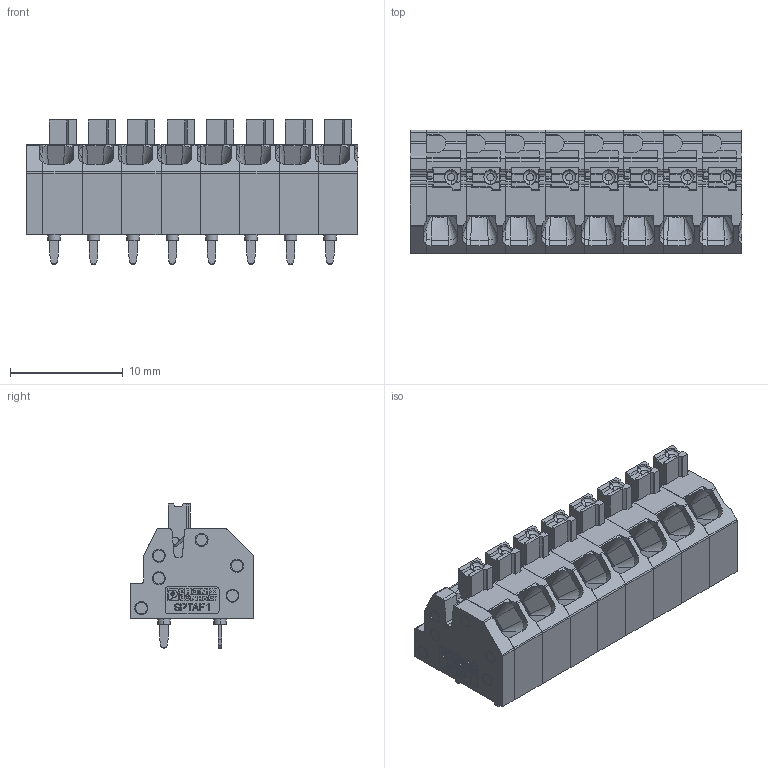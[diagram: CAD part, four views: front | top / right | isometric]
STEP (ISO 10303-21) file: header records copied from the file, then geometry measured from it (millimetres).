
FILE_DESCRIPTION(('Creo Elements/Direct Modeling STEP Export'),'2;1');
FILE_NAME('model.stp','2015-12-01T 9:41:00',(''),(''),'Creo Elements/Direct Modeling STEP processor for AP214 (Solid Model)','Creo Elements/Direct Modeling 18.1G 27-Feb-2015 (C) Parametric Technology GmbH','');
FILE_SCHEMA(('AUTOMOTIVE_DESIGN { 1 0 10303 214 1 1 1 1 }'));
Length unit declared in the file: millimetre
Products named in the file (5): SPTAF_1-3.5_housing.4; SPTAF-0-DKL.1; Bohrloch.1.1.3; Bohrloch.2.8; SPTAF_1_3.5_EL
Assembly tree (25 placements, depth 2):
  SPTAF_1_3.5_EL
    Bohrloch.2.8  x8
    Bohrloch.1.1.3  x8
    SPTAF_1-3.5_housing.4  x8
    SPTAF-0-DKL.1
Bounding box: 29.5 x 11 x 12.8 mm (x, y, z)
Volume: 2014.3 mm3; surface area: 3889.4 mm2
Topology: 25 solids, 25 shells, 2306 faces, 6151 edges, 3991 vertices
Faces by surface type: plane 1278, cylinder 716, torus 128, bspline 58, sphere 53, cone 40, extrusion 33
Entity records: 26044 total; most frequent: CARTESIAN_POINT 5453, ORIENTED_EDGE 3362, DIRECTION 2945, EDGE_CURVE 1681, VECTOR 1285, LINE 1252, VERTEX_POINT 1107, AXIS2_PLACEMENT_3D 830
